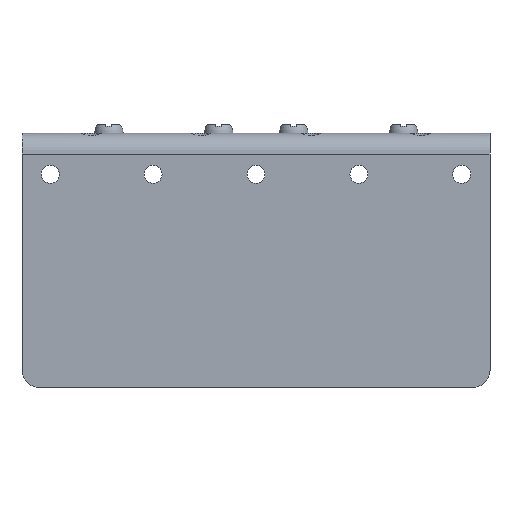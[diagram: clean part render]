
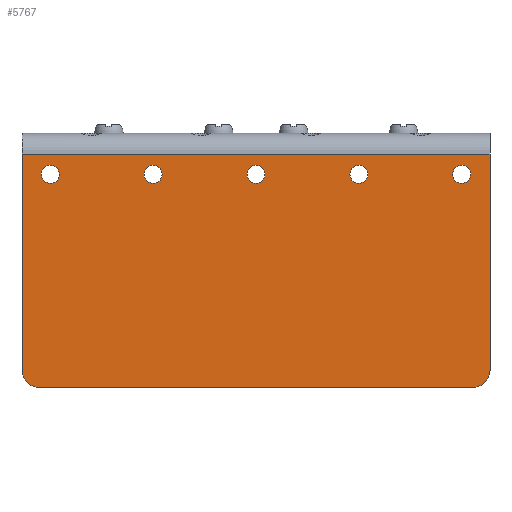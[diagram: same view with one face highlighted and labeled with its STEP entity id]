
A CAD part, front view. The second image highlights one B-rep face of the part: STEP entity #5767.
In plain terms, the highlighted planar face has unit normal (0, -1, 0).
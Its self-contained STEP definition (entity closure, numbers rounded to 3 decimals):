
#181=CIRCLE('',#6106,1.55);
#183=CIRCLE('',#6110,1.55);
#185=CIRCLE('',#6114,1.55);
#187=CIRCLE('',#6118,1.55);
#189=CIRCLE('',#6122,1.55);
#192=CIRCLE('',#6129,3.);
#193=CIRCLE('',#6132,3.);
#268=FACE_BOUND('',#954,.T.);
#269=FACE_BOUND('',#955,.T.);
#270=FACE_BOUND('',#956,.T.);
#271=FACE_BOUND('',#957,.T.);
#272=FACE_BOUND('',#958,.T.);
#623=FACE_OUTER_BOUND('',#953,.T.);
#953=EDGE_LOOP('',(#5086,#5087,#5088,#5089,#5090,#5091));
#954=EDGE_LOOP('',(#5092));
#955=EDGE_LOOP('',(#5093));
#956=EDGE_LOOP('',(#5094));
#957=EDGE_LOOP('',(#5095));
#958=EDGE_LOOP('',(#5096));
#1700=LINE('',#10150,#2232);
#1702=LINE('',#10154,#2234);
#1703=LINE('',#10156,#2235);
#1704=LINE('',#10158,#2236);
#2232=VECTOR('',#7129,10.);
#2234=VECTOR('',#7133,10.);
#2235=VECTOR('',#7134,10.);
#2236=VECTOR('',#7135,10.);
#2756=VERTEX_POINT('',#10092);
#2758=VERTEX_POINT('',#10100);
#2760=VERTEX_POINT('',#10108);
#2762=VERTEX_POINT('',#10116);
#2764=VERTEX_POINT('',#10124);
#2769=VERTEX_POINT('',#10143);
#2770=VERTEX_POINT('',#10144);
#2771=VERTEX_POINT('',#10149);
#2772=VERTEX_POINT('',#10153);
#2773=VERTEX_POINT('',#10155);
#2774=VERTEX_POINT('',#10157);
#3535=EDGE_CURVE('',#2756,#2756,#181,.T.);
#3539=EDGE_CURVE('',#2758,#2758,#183,.T.);
#3543=EDGE_CURVE('',#2760,#2760,#185,.T.);
#3547=EDGE_CURVE('',#2762,#2762,#187,.T.);
#3551=EDGE_CURVE('',#2764,#2764,#189,.T.);
#3560=EDGE_CURVE('',#2769,#2770,#192,.T.);
#3563=EDGE_CURVE('',#2770,#2771,#1700,.T.);
#3565=EDGE_CURVE('',#2772,#2769,#1702,.T.);
#3566=EDGE_CURVE('',#2772,#2773,#1703,.T.);
#3567=EDGE_CURVE('',#2774,#2773,#1704,.T.);
#3568=EDGE_CURVE('',#2771,#2774,#193,.T.);
#5086=ORIENTED_EDGE('',*,*,#3560,.F.);
#5087=ORIENTED_EDGE('',*,*,#3565,.F.);
#5088=ORIENTED_EDGE('',*,*,#3566,.T.);
#5089=ORIENTED_EDGE('',*,*,#3567,.F.);
#5090=ORIENTED_EDGE('',*,*,#3568,.F.);
#5091=ORIENTED_EDGE('',*,*,#3563,.F.);
#5092=ORIENTED_EDGE('',*,*,#3535,.T.);
#5093=ORIENTED_EDGE('',*,*,#3539,.T.);
#5094=ORIENTED_EDGE('',*,*,#3543,.T.);
#5095=ORIENTED_EDGE('',*,*,#3547,.T.);
#5096=ORIENTED_EDGE('',*,*,#3551,.T.);
#5484=PLANE('',#6131);
#5767=ADVANCED_FACE('',(#623,#268,#269,#270,#271,#272),#5484,.F.);
#6106=AXIS2_PLACEMENT_3D('',#10094,#7063,#7064);
#6110=AXIS2_PLACEMENT_3D('',#10102,#7073,#7074);
#6114=AXIS2_PLACEMENT_3D('',#10110,#7083,#7084);
#6118=AXIS2_PLACEMENT_3D('',#10118,#7093,#7094);
#6122=AXIS2_PLACEMENT_3D('',#10126,#7103,#7104);
#6129=AXIS2_PLACEMENT_3D('',#10145,#7123,#7124);
#6131=AXIS2_PLACEMENT_3D('',#10152,#7131,#7132);
#6132=AXIS2_PLACEMENT_3D('',#10159,#7136,#7137);
#7063=DIRECTION('center_axis',(0.,1.,0.));
#7064=DIRECTION('ref_axis',(-1.,0.,0.));
#7073=DIRECTION('center_axis',(0.,1.,0.));
#7074=DIRECTION('ref_axis',(-1.,0.,0.));
#7083=DIRECTION('center_axis',(0.,1.,0.));
#7084=DIRECTION('ref_axis',(-1.,0.,0.));
#7093=DIRECTION('center_axis',(0.,1.,0.));
#7094=DIRECTION('ref_axis',(-1.,0.,0.));
#7103=DIRECTION('center_axis',(0.,1.,0.));
#7104=DIRECTION('ref_axis',(-1.,0.,0.));
#7123=DIRECTION('center_axis',(0.,1.,0.));
#7124=DIRECTION('ref_axis',(0.707,0.,-0.707));
#7129=DIRECTION('',(-1.,0.,0.));
#7131=DIRECTION('center_axis',(0.,1.,0.));
#7132=DIRECTION('ref_axis',(0.,0.,1.));
#7133=DIRECTION('',(0.,0.,-1.));
#7134=DIRECTION('',(-1.,0.,0.));
#7135=DIRECTION('',(0.,0.,1.));
#7136=DIRECTION('center_axis',(0.,1.,0.));
#7137=DIRECTION('ref_axis',(-0.707,0.,-0.707));
#10092=CARTESIAN_POINT('',(-37.102,-1.8,-26.552));
#10094=CARTESIAN_POINT('Origin',(-38.652,-1.8,-26.552));
#10100=CARTESIAN_POINT('',(-72.702,-1.8,-26.552));
#10102=CARTESIAN_POINT('Origin',(-74.252,-1.8,-26.552));
#10108=CARTESIAN_POINT('',(-90.502,-1.8,-26.552));
#10110=CARTESIAN_POINT('Origin',(-92.052,-1.8,-26.552));
#10116=CARTESIAN_POINT('',(-54.902,-1.8,-26.552));
#10118=CARTESIAN_POINT('Origin',(-56.452,-1.8,-26.552));
#10124=CARTESIAN_POINT('',(-19.302,-1.8,-26.552));
#10126=CARTESIAN_POINT('Origin',(-20.852,-1.8,-26.552));
#10143=CARTESIAN_POINT('',(-15.952,-1.8,-60.432));
#10144=CARTESIAN_POINT('',(-18.952,-1.8,-63.432));
#10145=CARTESIAN_POINT('Origin',(-18.952,-1.8,-60.432));
#10149=CARTESIAN_POINT('',(-93.952,-1.8,-63.432));
#10150=CARTESIAN_POINT('',(-96.952,-1.8,-63.432));
#10152=CARTESIAN_POINT('Origin',(-56.452,-1.8,-41.432));
#10153=CARTESIAN_POINT('',(-15.952,-1.8,-23.032));
#10154=CARTESIAN_POINT('',(-15.952,-1.8,-63.432));
#10155=CARTESIAN_POINT('',(-96.952,-1.8,-23.032));
#10156=CARTESIAN_POINT('',(-36.202,-1.8,-23.032));
#10157=CARTESIAN_POINT('',(-96.952,-1.8,-60.432));
#10158=CARTESIAN_POINT('',(-96.952,-1.8,-19.432));
#10159=CARTESIAN_POINT('Origin',(-93.952,-1.8,-60.432));
